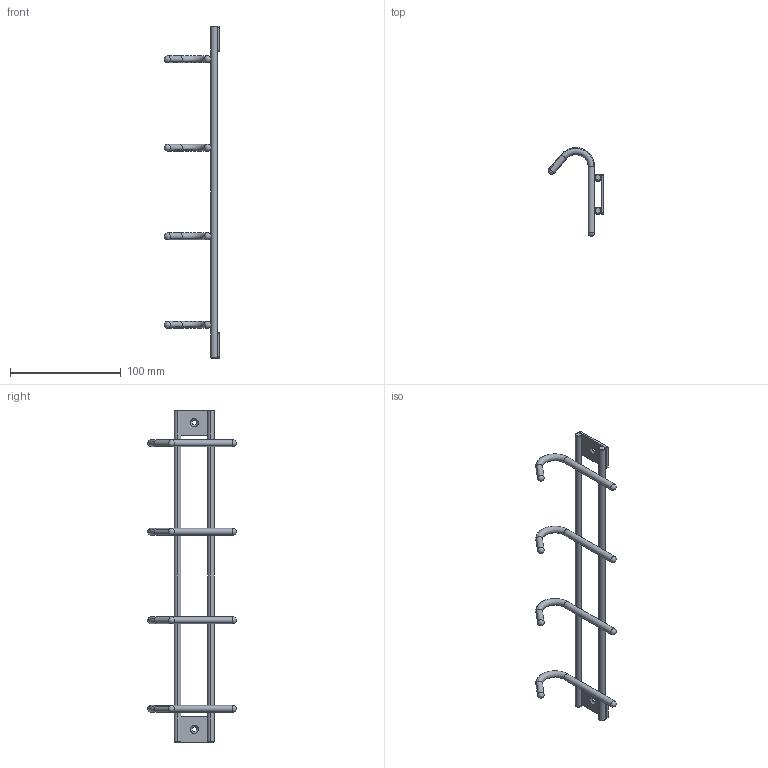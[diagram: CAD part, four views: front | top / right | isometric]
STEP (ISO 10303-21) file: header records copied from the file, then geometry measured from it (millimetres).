
FILE_DESCRIPTION(('Creo Elements/Direct Modeling STEP Export'),'2;1');
FILE_NAME('2256-300.stp','2017-09-06T 9:47:18',(''),(''),'Creo Elements/Direct Modeling STEP processor for AP214 (Solid Model)','Creo Elements/Direct Modeling 20.0 12-Nov-2016 (C) Parametric Technology GmbH','');
FILE_SCHEMA(('AUTOMOTIVE_DESIGN { 1 0 10303 214 1 1 1 1 }'));
Length unit declared in the file: millimetre
Products named in the file (2): Huthaken.3
Assembly tree (1 placements, depth 2):
  Huthaken.3
    Huthaken.3
Bounding box: 49.98 x 79.98 x 300 mm (x, y, z)
Volume: 33214.4 mm3; surface area: 24005.2 mm2
Topology: 8 solids, 8 shells, 76 faces, 207 edges, 127 vertices
Faces by surface type: cylinder 32, plane 16, cone 12, sphere 8, torus 8
Entity records: 2062 total; most frequent: ORIENTED_EDGE 390, DIRECTION 332, CARTESIAN_POINT 327, EDGE_CURVE 191, AXIS2_PLACEMENT_3D 132, VERTEX_POINT 127, EDGE_LOOP 80, FACE_OUTER_BOUND 76
